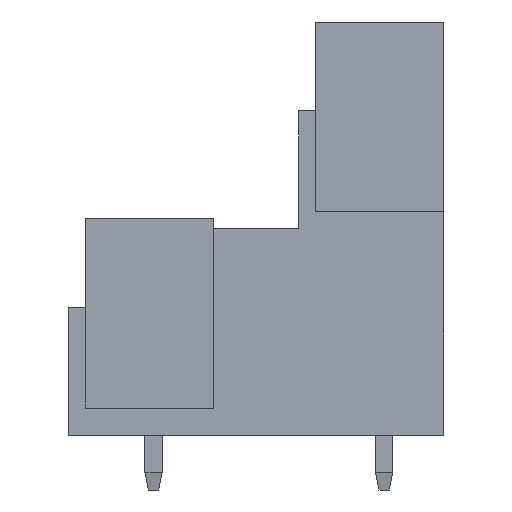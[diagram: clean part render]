
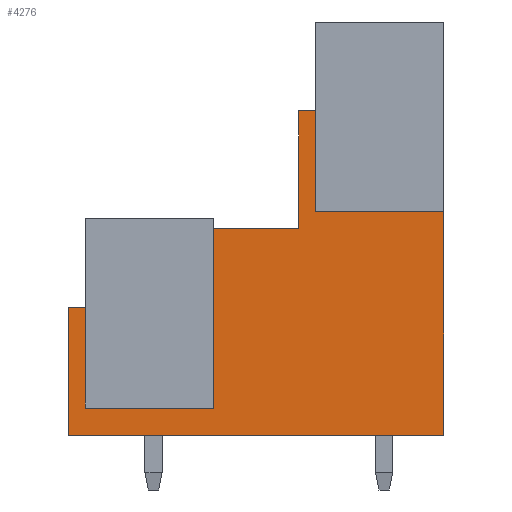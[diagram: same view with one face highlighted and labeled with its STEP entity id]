
A CAD part, left-side view. The second image highlights one B-rep face of the part: STEP entity #4276.
In plain terms, the highlighted planar face has unit normal (-1, 0, 0).
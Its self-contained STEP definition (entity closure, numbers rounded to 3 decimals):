
#4250=AXIS2_PLACEMENT_3D('Plane Axis2P3D',#4247,#4248,#4249) ;
#1071=CARTESIAN_POINT('Vertex',(3.5,7.5,22.2)) ;
#1074=CARTESIAN_POINT('Line Origine',(3.5,7.5,19.25)) ;
#1078=CARTESIAN_POINT('Vertex',(3.5,7.5,16.3)) ;
#1156=CARTESIAN_POINT('Vertex',(3.5,8.5,22.2)) ;
#1159=CARTESIAN_POINT('Line Origine',(3.5,8.,22.2)) ;
#1187=CARTESIAN_POINT('Vertex',(3.5,8.5,15.3)) ;
#1190=CARTESIAN_POINT('Line Origine',(3.5,8.5,18.75)) ;
#1218=CARTESIAN_POINT('Vertex',(3.5,13.5,15.3)) ;
#1221=CARTESIAN_POINT('Line Origine',(3.5,11.,15.3)) ;
#1277=CARTESIAN_POINT('Vertex',(3.5,13.5,4.8)) ;
#1280=CARTESIAN_POINT('Line Origine',(3.5,13.5,10.05)) ;
#2363=CARTESIAN_POINT('Vertex',(3.5,21.,10.7)) ;
#2366=CARTESIAN_POINT('Line Origine',(3.5,21.,7.75)) ;
#2370=CARTESIAN_POINT('Vertex',(3.5,21.,4.8)) ;
#2448=CARTESIAN_POINT('Vertex',(3.5,22.,10.7)) ;
#2451=CARTESIAN_POINT('Line Origine',(3.5,21.5,10.7)) ;
#2479=CARTESIAN_POINT('Vertex',(3.5,22.,3.2)) ;
#2482=CARTESIAN_POINT('Line Origine',(3.5,22.,6.95)) ;
#2510=CARTESIAN_POINT('Vertex',(3.5,0.,3.2)) ;
#2513=CARTESIAN_POINT('Line Origine',(3.5,11.,3.2)) ;
#4192=CARTESIAN_POINT('Vertex',(3.5,0.,16.3)) ;
#4195=CARTESIAN_POINT('Line Origine',(3.5,0.,9.75)) ;
#4247=CARTESIAN_POINT('Axis2P3D Location',(3.5,0.,0.)) ;
#4252=CARTESIAN_POINT('Line Origine',(3.5,17.25,4.8)) ;
#4257=CARTESIAN_POINT('Line Origine',(3.5,3.75,16.3)) ;
#1075=DIRECTION('Vector Direction',(0.,0.,1.)) ;
#1160=DIRECTION('Vector Direction',(0.,1.,0.)) ;
#1191=DIRECTION('Vector Direction',(0.,0.,-1.)) ;
#1222=DIRECTION('Vector Direction',(0.,-1.,0.)) ;
#1281=DIRECTION('Vector Direction',(0.,0.,-1.)) ;
#2367=DIRECTION('Vector Direction',(0.,0.,1.)) ;
#2452=DIRECTION('Vector Direction',(0.,-1.,0.)) ;
#2483=DIRECTION('Vector Direction',(0.,0.,1.)) ;
#2514=DIRECTION('Vector Direction',(0.,1.,0.)) ;
#4196=DIRECTION('Vector Direction',(0.,0.,-1.)) ;
#4248=DIRECTION('Axis2P3D Direction',(-1.,0.,0.)) ;
#4249=DIRECTION('Axis2P3D XDirection',(0.,0.,1.)) ;
#4253=DIRECTION('Vector Direction',(0.,1.,0.)) ;
#4258=DIRECTION('Vector Direction',(0.,1.,0.)) ;
#1076=VECTOR('Line Direction',#1075,1.) ;
#1161=VECTOR('Line Direction',#1160,1.) ;
#1192=VECTOR('Line Direction',#1191,1.) ;
#1223=VECTOR('Line Direction',#1222,1.) ;
#1282=VECTOR('Line Direction',#1281,1.) ;
#2368=VECTOR('Line Direction',#2367,1.) ;
#2453=VECTOR('Line Direction',#2452,1.) ;
#2484=VECTOR('Line Direction',#2483,1.) ;
#2515=VECTOR('Line Direction',#2514,1.) ;
#4197=VECTOR('Line Direction',#4196,1.) ;
#4254=VECTOR('Line Direction',#4253,1.) ;
#4259=VECTOR('Line Direction',#4258,1.) ;
#4263=ORIENTED_EDGE('',*,*,#1284,.F.) ;
#4264=ORIENTED_EDGE('',*,*,#4256,.F.) ;
#4265=ORIENTED_EDGE('',*,*,#2372,.F.) ;
#4266=ORIENTED_EDGE('',*,*,#2455,.T.) ;
#4267=ORIENTED_EDGE('',*,*,#2486,.T.) ;
#4268=ORIENTED_EDGE('',*,*,#2517,.T.) ;
#4269=ORIENTED_EDGE('',*,*,#4199,.T.) ;
#4270=ORIENTED_EDGE('',*,*,#4261,.F.) ;
#4271=ORIENTED_EDGE('',*,*,#1080,.F.) ;
#4272=ORIENTED_EDGE('',*,*,#1163,.T.) ;
#4273=ORIENTED_EDGE('',*,*,#1194,.T.) ;
#4274=ORIENTED_EDGE('',*,*,#1225,.T.) ;
#4276=ADVANCED_FACE('Housing',(#4275),#4251,.T.) ;
#1080=EDGE_CURVE('',#1072,#1079,#1077,.F.) ;
#1163=EDGE_CURVE('',#1072,#1157,#1162,.T.) ;
#1194=EDGE_CURVE('',#1157,#1188,#1193,.T.) ;
#1225=EDGE_CURVE('',#1188,#1219,#1224,.F.) ;
#1284=EDGE_CURVE('',#1278,#1219,#1283,.F.) ;
#2372=EDGE_CURVE('',#2364,#2371,#2369,.F.) ;
#2455=EDGE_CURVE('',#2364,#2449,#2454,.F.) ;
#2486=EDGE_CURVE('',#2449,#2480,#2485,.F.) ;
#2517=EDGE_CURVE('',#2480,#2511,#2516,.F.) ;
#4199=EDGE_CURVE('',#2511,#4193,#4198,.F.) ;
#4256=EDGE_CURVE('',#2371,#1278,#4255,.F.) ;
#4261=EDGE_CURVE('',#1079,#4193,#4260,.F.) ;
#4262=EDGE_LOOP('',(#4263,#4264,#4265,#4266,#4267,#4268,#4269,#4270,#4271,#4272,#4273,#4274)) ;
#4275=FACE_OUTER_BOUND('',#4262,.T.) ;
#1077=LINE('Line',#1074,#1076) ;
#1162=LINE('Line',#1159,#1161) ;
#1193=LINE('Line',#1190,#1192) ;
#1224=LINE('Line',#1221,#1223) ;
#1283=LINE('Line',#1280,#1282) ;
#2369=LINE('Line',#2366,#2368) ;
#2454=LINE('Line',#2451,#2453) ;
#2485=LINE('Line',#2482,#2484) ;
#2516=LINE('Line',#2513,#2515) ;
#4198=LINE('Line',#4195,#4197) ;
#4255=LINE('Line',#4252,#4254) ;
#4260=LINE('Line',#4257,#4259) ;
#4251=PLANE('',#4250) ;
#1072=VERTEX_POINT('',#1071) ;
#1079=VERTEX_POINT('',#1078) ;
#1157=VERTEX_POINT('',#1156) ;
#1188=VERTEX_POINT('',#1187) ;
#1219=VERTEX_POINT('',#1218) ;
#1278=VERTEX_POINT('',#1277) ;
#2364=VERTEX_POINT('',#2363) ;
#2371=VERTEX_POINT('',#2370) ;
#2449=VERTEX_POINT('',#2448) ;
#2480=VERTEX_POINT('',#2479) ;
#2511=VERTEX_POINT('',#2510) ;
#4193=VERTEX_POINT('',#4192) ;
